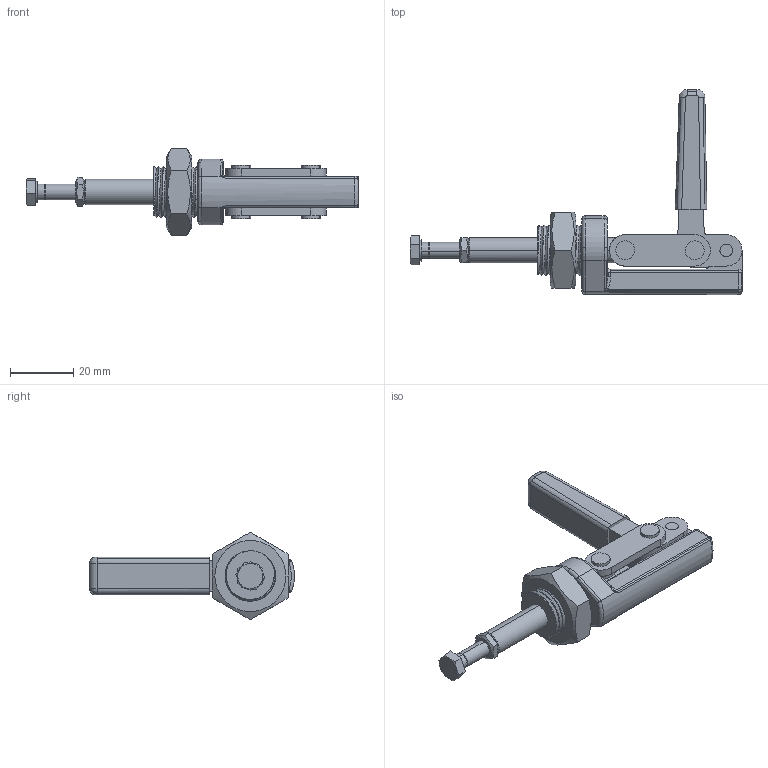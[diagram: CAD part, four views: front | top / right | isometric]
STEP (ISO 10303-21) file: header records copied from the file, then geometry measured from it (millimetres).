
FILE_DESCRIPTION((''),'2;1');
FILE_NAME('CP20.stp','2004-02-06T12:35:10',('Administrator'),(''),'Autodesk Inventor (R) 6.0','Autodesk Inventor (R) 6.0','');
FILE_SCHEMA(('AUTOMOTIVE_DESIGN { 1 0 10303 214 1 1 1 1 }'));
Length unit declared in the file: millimetre
Products named in the file (15): CP20; CP201; CP202; CP203; CP204; CP205; CP206; CP207; CP208; CP209; CP2010; CP2011; CP2012; CP2013; CP2014
Assembly tree (14 placements, depth 2):
  CP20
    CP201
    CP202
    CP203
    CP204
    CP205
    CP206
    CP207
    CP208
    CP209
    CP2010
    CP2011
    CP2012
    CP2013
    CP2014
Bounding box: 105.2 x 64.97 x 27.72 mm (x, y, z)
Volume: 24806.4 mm3; surface area: 15720.5 mm2
Topology: 14 solids, 14 shells, 285 faces, 693 edges, 439 vertices
Faces by surface type: cylinder 115, plane 70, bspline 54, cone 30, torus 12, sphere 4
Entity records: 11457 total; most frequent: CARTESIAN_POINT 4536, DIRECTION 1410, ORIENTED_EDGE 1374, EDGE_CURVE 687, AXIS2_PLACEMENT_3D 568, VERTEX_POINT 439, EDGE_LOOP 322, CIRCLE 294
